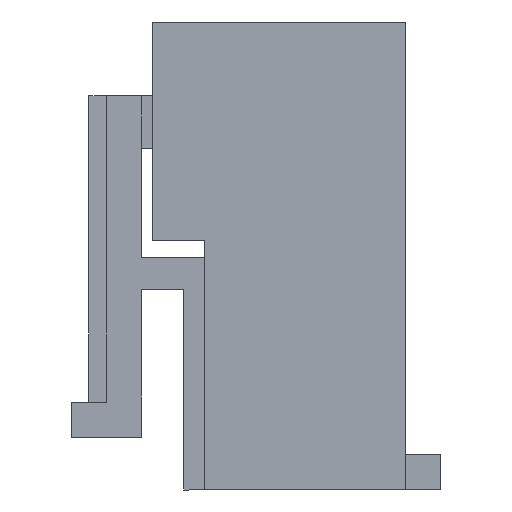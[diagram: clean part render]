
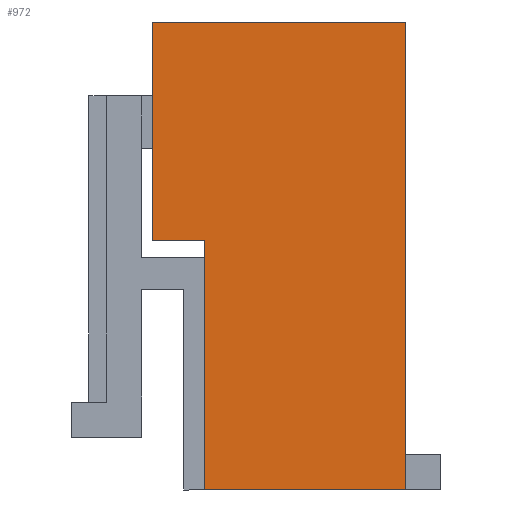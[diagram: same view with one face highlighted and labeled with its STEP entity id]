
A CAD part, left-side view. The second image highlights one B-rep face of the part: STEP entity #972.
In plain terms, the highlighted planar face has unit normal (-1, 0, 0).
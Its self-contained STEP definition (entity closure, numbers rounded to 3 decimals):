
#885 = EDGE_LOOP ( 'NONE', ( #886, #889, #892, #895, #936, #937 ) ) ;
#886 = ORIENTED_EDGE ( 'NONE', *, *, #887, .T. ) ;
#887 = EDGE_CURVE ( 'NONE', #945, #888, #2553, .T. ) ;
#888 = VERTEX_POINT ( 'NONE', #2549 ) ;
#889 = ORIENTED_EDGE ( 'NONE', *, *, #890, .F. ) ;
#890 = EDGE_CURVE ( 'NONE', #891, #888, #2548, .T. ) ;
#891 = VERTEX_POINT ( 'NONE', #2544 ) ;
#892 = ORIENTED_EDGE ( 'NONE', *, *, #893, .F. ) ;
#893 = EDGE_CURVE ( 'NONE', #894, #891, #2543, .T. ) ;
#894 = VERTEX_POINT ( 'NONE', #2539 ) ;
#895 = ORIENTED_EDGE ( 'NONE', *, *, #935, .T. ) ;
#935 = EDGE_CURVE ( 'NONE', #894, #1096, #2607, .T. ) ;
#936 = ORIENTED_EDGE ( 'NONE', *, *, #1088, .F. ) ;
#937 = ORIENTED_EDGE ( 'NONE', *, *, #947, .T. ) ;
#945 = VERTEX_POINT ( 'NONE', #2647 ) ;
#947 = EDGE_CURVE ( 'NONE', #1055, #945, #2646, .T. ) ;
#972 = ADVANCED_FACE ( 'NONE', ( #2669 ), #2668, .F. ) ;
#1055 = VERTEX_POINT ( 'NONE', #2781 ) ;
#1088 = EDGE_CURVE ( 'NONE', #1055, #1096, #2852, .T. ) ;
#1096 = VERTEX_POINT ( 'NONE', #2899 ) ;
#2539 = CARTESIAN_POINT ( 'NONE',  ( -11.85, 7.2, 0.45 ) ) ;
#2540 = DIRECTION ( 'NONE',  ( 0., 0., 1. ) ) ;
#2541 = VECTOR ( 'NONE', #2540, 1000. ) ;
#2542 = CARTESIAN_POINT ( 'NONE',  ( -11.85, 7.2, 0.45 ) ) ;
#2543 = LINE ( 'NONE', #2542, #2541 ) ;
#2544 = CARTESIAN_POINT ( 'NONE',  ( -11.85, 7.2, 6.65 ) ) ;
#2545 = DIRECTION ( 'NONE',  ( 0., -1., 0. ) ) ;
#2546 = VECTOR ( 'NONE', #2545, 1000. ) ;
#2547 = CARTESIAN_POINT ( 'NONE',  ( -11.85, 5.7, 6.65 ) ) ;
#2548 = LINE ( 'NONE', #2547, #2546 ) ;
#2549 = CARTESIAN_POINT ( 'NONE',  ( -11.85, 0., 6.65 ) ) ;
#2550 = DIRECTION ( 'NONE',  ( 0., 0., 1. ) ) ;
#2551 = VECTOR ( 'NONE', #2550, 1000. ) ;
#2552 = CARTESIAN_POINT ( 'NONE',  ( -11.85, 0., -6.65 ) ) ;
#2553 = LINE ( 'NONE', #2552, #2551 ) ;
#2604 = DIRECTION ( 'NONE',  ( 0., -1., 0. ) ) ;
#2605 = VECTOR ( 'NONE', #2604, 1000. ) ;
#2606 = CARTESIAN_POINT ( 'NONE',  ( -11.85, 5.7, 0.45 ) ) ;
#2607 = LINE ( 'NONE', #2606, #2605 ) ;
#2643 = DIRECTION ( 'NONE',  ( 0., -1., 0. ) ) ;
#2644 = VECTOR ( 'NONE', #2643, 1000. ) ;
#2645 = CARTESIAN_POINT ( 'NONE',  ( -11.85, 5.7, -6.65 ) ) ;
#2646 = LINE ( 'NONE', #2645, #2644 ) ;
#2647 = CARTESIAN_POINT ( 'NONE',  ( -11.85, 0., -6.65 ) ) ;
#2664 = DIRECTION ( 'NONE',  ( 0., 0., -1. ) ) ;
#2665 = DIRECTION ( 'NONE',  ( 1., 0., 0. ) ) ;
#2666 = CARTESIAN_POINT ( 'NONE',  ( -11.85, 5.7, -6.65 ) ) ;
#2667 = AXIS2_PLACEMENT_3D ( 'NONE', #2666, #2665, #2664 ) ;
#2668 = PLANE ( 'NONE',  #2667 ) ;
#2669 = FACE_OUTER_BOUND ( 'NONE', #885, .T. ) ;
#2781 = CARTESIAN_POINT ( 'NONE',  ( -11.85, 5.7, -6.65 ) ) ;
#2849 = DIRECTION ( 'NONE',  ( 0., 0., 1. ) ) ;
#2850 = VECTOR ( 'NONE', #2849, 1000. ) ;
#2851 = CARTESIAN_POINT ( 'NONE',  ( -11.85, 5.7, -6.65 ) ) ;
#2852 = LINE ( 'NONE', #2851, #2850 ) ;
#2899 = CARTESIAN_POINT ( 'NONE',  ( -11.85, 5.7, 0.45 ) ) ;
